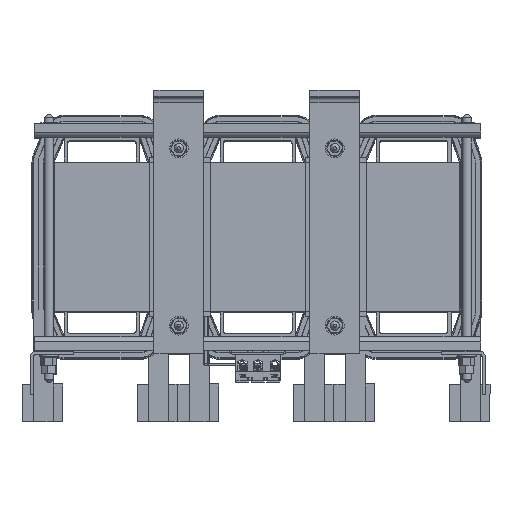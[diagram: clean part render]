
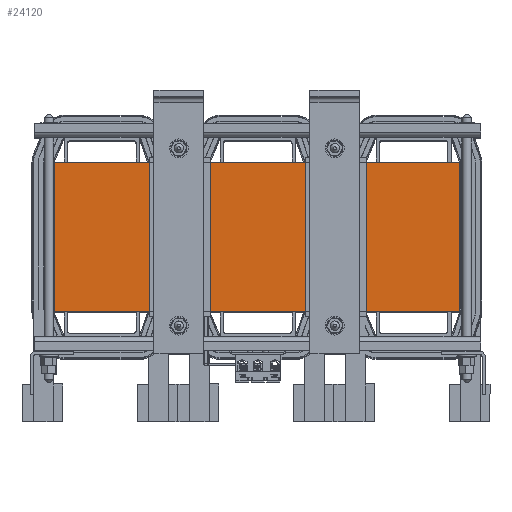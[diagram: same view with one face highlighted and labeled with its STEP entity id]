
A CAD part, top view. The second image highlights one B-rep face of the part: STEP entity #24120.
In plain terms, the highlighted face is planar.
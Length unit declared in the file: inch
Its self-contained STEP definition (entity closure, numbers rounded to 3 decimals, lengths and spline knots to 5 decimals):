
#2465=FACE_OUTER_BOUND('',#3792,.T.);
#3792=EDGE_LOOP('',(#17421,#17422,#17423,#17424));
#5569=LINE('',#35538,#8020);
#5570=LINE('',#35540,#8021);
#5571=LINE('',#35542,#8022);
#5572=LINE('',#35543,#8023);
#8020=VECTOR('',#29197,0.3937);
#8021=VECTOR('',#29198,0.3937);
#8022=VECTOR('',#29199,0.3937);
#8023=VECTOR('',#29200,0.3937);
#10389=VERTEX_POINT('',#35536);
#10390=VERTEX_POINT('',#35537);
#10391=VERTEX_POINT('',#35539);
#10392=VERTEX_POINT('',#35541);
#13020=EDGE_CURVE('',#10389,#10390,#5569,.T.);
#13021=EDGE_CURVE('',#10391,#10389,#5570,.T.);
#13022=EDGE_CURVE('',#10392,#10391,#5571,.T.);
#13023=EDGE_CURVE('',#10390,#10392,#5572,.T.);
#17421=ORIENTED_EDGE('',*,*,#13020,.F.);
#17422=ORIENTED_EDGE('',*,*,#13021,.F.);
#17423=ORIENTED_EDGE('',*,*,#13022,.F.);
#17424=ORIENTED_EDGE('',*,*,#13023,.F.);
#23128=PLANE('',#26193);
#24120=ADVANCED_FACE('',(#2465),#23128,.F.);
#26193=AXIS2_PLACEMENT_3D('',#35535,#29195,#29196);
#29195=DIRECTION('center_axis',(0.,0.,1.));
#29196=DIRECTION('ref_axis',(1.,0.,0.));
#29197=DIRECTION('',(0.,1.,0.));
#29198=DIRECTION('',(1.,0.,0.));
#29199=DIRECTION('',(0.,-1.,0.));
#29200=DIRECTION('',(-1.,0.,0.));
#35535=CARTESIAN_POINT('Origin',(6.40256,-2.05793,-1.875));
#35536=CARTESIAN_POINT('',(14.52756,-5.05793,-1.875));
#35537=CARTESIAN_POINT('',(14.52756,0.94207,-1.875));
#35538=CARTESIAN_POINT('',(14.52756,0.94207,-1.875));
#35539=CARTESIAN_POINT('',(-1.72244,-5.05793,-1.875));
#35540=CARTESIAN_POINT('',(14.52756,-5.05793,-1.875));
#35541=CARTESIAN_POINT('',(-1.72244,0.94207,-1.875));
#35542=CARTESIAN_POINT('',(-1.72244,-5.05793,-1.875));
#35543=CARTESIAN_POINT('',(-1.72244,0.94207,-1.875));
